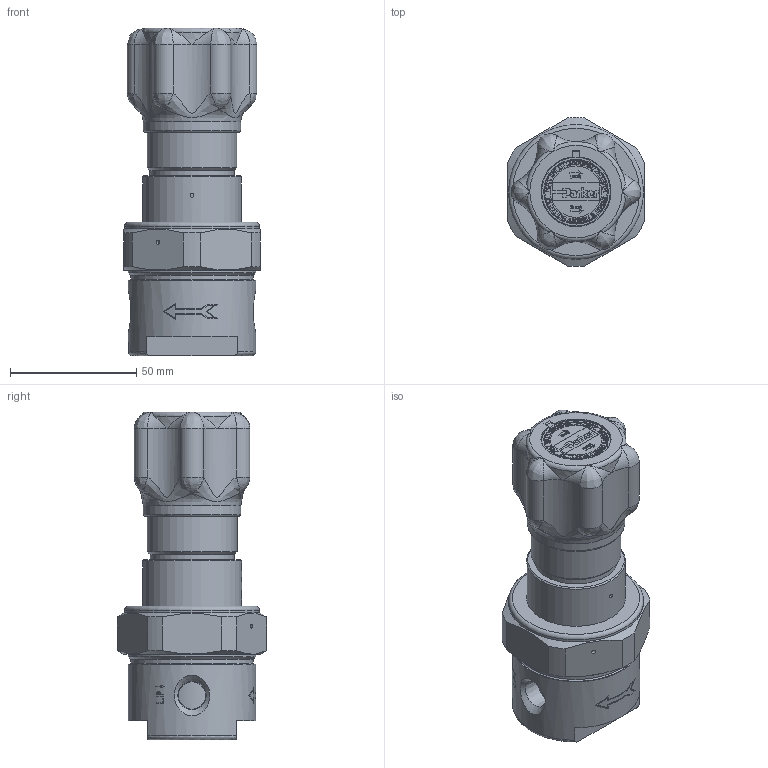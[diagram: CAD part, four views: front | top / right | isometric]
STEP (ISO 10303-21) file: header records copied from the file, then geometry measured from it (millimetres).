
FILE_DESCRIPTION(/* description */ ('FRN1015S15K2P4'),/* implementation_level */ '2;1');
FILE_NAME(/* name */ '54028399-4 FRN1015S15K2P4.stp',/* time_stamp */ '2019-07-26T17:45:55+05:00',/* author */ ('PM00461343'),/* organization */ (''),/* preprocessor_version */ 'ST-DEVELOPER v17',/* originating_system */ 'Autodesk Inventor 2019',/* authorisation */ '');
FILE_SCHEMA (('AUTOMOTIVE_DESIGN { 1 0 10303 214 3 1 1 }'));
Length unit declared in the file: inch
Products named in the file (1): 54028399-4 SAT/STP
Bounding box: 54.1 x 58.91 x 129.53 mm (x, y, z)
Volume: 207233.4 mm3; surface area: 25453.7 mm2
Topology: 1 solids, 1 shells, 1183 faces, 3195 edges, 2119 vertices
Faces by surface type: plane 743, bspline 319, cylinder 86, torus 20, cone 15
Full cylindrical faces by diameter (mm): 1.524 x1, 1.575 x2, 3.962 x2, 20.32 x1, 27.051 x1, 33.223 x1, 35.56 x1, 38.608 x1, 39.116 x1, 48.514 x1, 50.292 x2, 53.34 x1
Entity records: 42872 total; most frequent: CARTESIAN_POINT 13976, ORIENTED_EDGE 6374, DIRECTION 4474, EDGE_CURVE 3187, LINE 2240, VECTOR 2240, VERTEX_POINT 2119, EDGE_LOOP 1296
